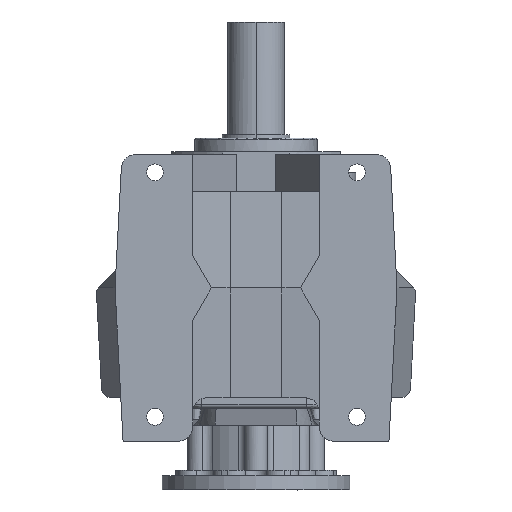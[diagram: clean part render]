
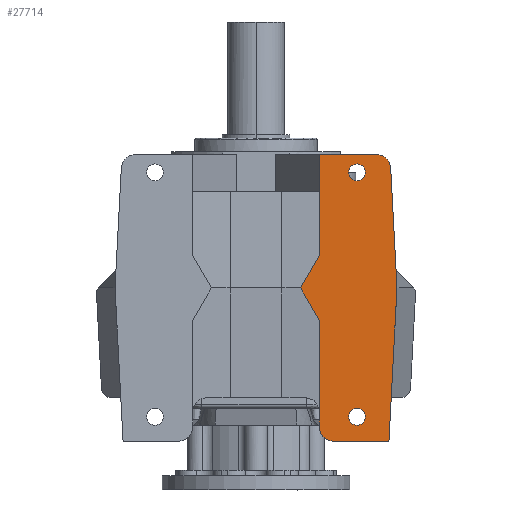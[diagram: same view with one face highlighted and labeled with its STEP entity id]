
A CAD part, front view. The second image highlights one B-rep face of the part: STEP entity #27714.
In plain terms, the highlighted planar face has unit normal (0, -1, 0).
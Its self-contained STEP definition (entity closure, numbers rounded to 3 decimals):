
#305 = VECTOR ( 'NONE', #19559, 1000. ) ;
#443 = ORIENTED_EDGE ( 'NONE', *, *, #5957, .F. ) ;
#585 = DIRECTION ( 'NONE',  ( 0., 0., 1. ) ) ;
#654 = CARTESIAN_POINT ( 'NONE',  ( 107.5, -180., -282. ) ) ;
#1128 = ORIENTED_EDGE ( 'NONE', *, *, #5076, .F. ) ;
#1589 = AXIS2_PLACEMENT_3D ( 'NONE', #1884, #24714, #10770 ) ;
#1619 = CARTESIAN_POINT ( 'NONE',  ( 67.5, -180., -293. ) ) ;
#1784 = PLANE ( 'NONE',  #1589 ) ;
#1878 = DIRECTION ( 'NONE',  ( 0.503, 0., 0.864 ) ) ;
#1884 = CARTESIAN_POINT ( 'NONE',  ( 250., -180., -388.64 ) ) ;
#1985 = CIRCLE ( 'NONE', #7601, 15. ) ;
#2007 = LINE ( 'NONE', #17800, #24503 ) ;
#2610 = AXIS2_PLACEMENT_3D ( 'NONE', #654, #7892, #9942 ) ;
#2822 = CARTESIAN_POINT ( 'NONE',  ( 107.5, -180., -291. ) ) ;
#3092 = CARTESIAN_POINT ( 'NONE',  ( 67.5, -180., -110.579 ) ) ;
#3211 = CARTESIAN_POINT ( 'NONE',  ( 82.5, -180., -293. ) ) ;
#3257 = ORIENTED_EDGE ( 'NONE', *, *, #17122, .F. ) ;
#3311 = EDGE_CURVE ( 'NONE', #9337, #17665, #5300, .T. ) ;
#3929 = DIRECTION ( 'NONE',  ( 0., 0., 1. ) ) ;
#3982 = LINE ( 'NONE', #9853, #305 ) ;
#5076 = EDGE_CURVE ( 'NONE', #11938, #20793, #2007, .T. ) ;
#5227 = EDGE_CURVE ( 'NONE', #17682, #9337, #15857, .T. ) ;
#5296 = CARTESIAN_POINT ( 'NONE',  ( 128.324, -180., -3. ) ) ;
#5300 = LINE ( 'NONE', #13689, #26280 ) ;
#5795 = CARTESIAN_POINT ( 'NONE',  ( 67.5, -180., -179.421 ) ) ;
#5855 = CARTESIAN_POINT ( 'NONE',  ( 128.324, -180., -18. ) ) ;
#5956 = ORIENTED_EDGE ( 'NONE', *, *, #13693, .F. ) ;
#5957 = EDGE_CURVE ( 'NONE', #29716, #12952, #7819, .T. ) ;
#6442 = DIRECTION ( 'NONE',  ( 0., -1., 0. ) ) ;
#6463 = CARTESIAN_POINT ( 'NONE',  ( 47.481, -180., -145. ) ) ;
#6598 = LINE ( 'NONE', #16597, #19662 ) ;
#6649 = VERTEX_POINT ( 'NONE', #10084 ) ;
#6917 = CIRCLE ( 'NONE', #17082, 9. ) ;
#7146 = AXIS2_PLACEMENT_3D ( 'NONE', #24978, #13366, #27482 ) ;
#7334 = DIRECTION ( 'NONE',  ( -1., 0., 0. ) ) ;
#7471 = VECTOR ( 'NONE', #585, 1000. ) ;
#7601 = AXIS2_PLACEMENT_3D ( 'NONE', #5855, #28839, #19763 ) ;
#7739 = FACE_BOUND ( 'NONE', #8688, .T. ) ;
#7819 = CIRCLE ( 'NONE', #2610, 9. ) ;
#7892 = DIRECTION ( 'NONE',  ( 0., -1., 0. ) ) ;
#7895 = ORIENTED_EDGE ( 'NONE', *, *, #5227, .F. ) ;
#8688 = EDGE_LOOP ( 'NONE', ( #3257, #21120 ) ) ;
#8731 = CARTESIAN_POINT ( 'NONE',  ( 143.303, -180., -17.215 ) ) ;
#8786 = EDGE_CURVE ( 'NONE', #12952, #29716, #22933, .T. ) ;
#9057 = DIRECTION ( 'NONE',  ( 0.052, 0., -0.999 ) ) ;
#9337 = VERTEX_POINT ( 'NONE', #21829 ) ;
#9853 = CARTESIAN_POINT ( 'NONE',  ( 67.5, -180., -179.421 ) ) ;
#9942 = DIRECTION ( 'NONE',  ( 0., 0., 1. ) ) ;
#9945 = FACE_BOUND ( 'NONE', #23370, .T. ) ;
#10084 = CARTESIAN_POINT ( 'NONE',  ( 47.481, -180., -145. ) ) ;
#10770 = DIRECTION ( 'NONE',  ( 0., 0., 1. ) ) ;
#10795 = ORIENTED_EDGE ( 'NONE', *, *, #8786, .F. ) ;
#10848 = CARTESIAN_POINT ( 'NONE',  ( 150., -180., -145. ) ) ;
#10856 = LINE ( 'NONE', #20557, #14820 ) ;
#11318 = EDGE_CURVE ( 'NONE', #20793, #20498, #20008, .T. ) ;
#11938 = VERTEX_POINT ( 'NONE', #8731 ) ;
#12271 = ORIENTED_EDGE ( 'NONE', *, *, #11318, .F. ) ;
#12704 = VERTEX_POINT ( 'NONE', #5795 ) ;
#12777 = CARTESIAN_POINT ( 'NONE',  ( 82.5, -180., -308. ) ) ;
#12952 = VERTEX_POINT ( 'NONE', #2822 ) ;
#12991 = CARTESIAN_POINT ( 'NONE',  ( 107.5, -180., -31. ) ) ;
#13228 = AXIS2_PLACEMENT_3D ( 'NONE', #3211, #26594, #26696 ) ;
#13366 = DIRECTION ( 'NONE',  ( 0., -1., 0. ) ) ;
#13470 = VECTOR ( 'NONE', #24443, 1000. ) ;
#13689 = CARTESIAN_POINT ( 'NONE',  ( 250., -180., -3. ) ) ;
#13693 = EDGE_CURVE ( 'NONE', #12704, #6649, #3982, .T. ) ;
#13863 = DIRECTION ( 'NONE',  ( 0., 0., -1. ) ) ;
#14820 = VECTOR ( 'NONE', #13863, 1000. ) ;
#14931 = VERTEX_POINT ( 'NONE', #1619 ) ;
#15307 = VERTEX_POINT ( 'NONE', #12777 ) ;
#15403 = CARTESIAN_POINT ( 'NONE',  ( 107.5, -180., -22. ) ) ;
#15857 = LINE ( 'NONE', #28237, #7471 ) ;
#16004 = AXIS2_PLACEMENT_3D ( 'NONE', #18868, #23295, #21075 ) ;
#16597 = CARTESIAN_POINT ( 'NONE',  ( 0., -180., -308. ) ) ;
#17082 = AXIS2_PLACEMENT_3D ( 'NONE', #15403, #6442, #3929 ) ;
#17122 = EDGE_CURVE ( 'NONE', #22879, #27565, #19088, .T. ) ;
#17195 = ORIENTED_EDGE ( 'NONE', *, *, #26456, .F. ) ;
#17665 = VERTEX_POINT ( 'NONE', #5296 ) ;
#17682 = VERTEX_POINT ( 'NONE', #3092 ) ;
#17800 = CARTESIAN_POINT ( 'NONE',  ( 143.303, -180., -17.215 ) ) ;
#18531 = CARTESIAN_POINT ( 'NONE',  ( 107.5, -180., -13. ) ) ;
#18868 = CARTESIAN_POINT ( 'NONE',  ( 107.5, -180., -22. ) ) ;
#19041 = LINE ( 'NONE', #6463, #20492 ) ;
#19066 = ORIENTED_EDGE ( 'NONE', *, *, #22834, .T. ) ;
#19088 = CIRCLE ( 'NONE', #16004, 9. ) ;
#19417 = EDGE_CURVE ( 'NONE', #20498, #15307, #6598, .T. ) ;
#19559 = DIRECTION ( 'NONE',  ( -0.503, 0., 0.864 ) ) ;
#19662 = VECTOR ( 'NONE', #7334, 1000. ) ;
#19723 = ORIENTED_EDGE ( 'NONE', *, *, #3311, .F. ) ;
#19763 = DIRECTION ( 'NONE',  ( 0., 0., 1. ) ) ;
#20008 = LINE ( 'NONE', #26636, #13470 ) ;
#20492 = VECTOR ( 'NONE', #1878, 1000. ) ;
#20498 = VERTEX_POINT ( 'NONE', #22224 ) ;
#20557 = CARTESIAN_POINT ( 'NONE',  ( 67.5, -180., -308. ) ) ;
#20694 = EDGE_CURVE ( 'NONE', #27565, #22879, #6917, .T. ) ;
#20793 = VERTEX_POINT ( 'NONE', #10848 ) ;
#21075 = DIRECTION ( 'NONE',  ( 0., 0., 1. ) ) ;
#21120 = ORIENTED_EDGE ( 'NONE', *, *, #20694, .F. ) ;
#21533 = FACE_OUTER_BOUND ( 'NONE', #29495, .T. ) ;
#21829 = CARTESIAN_POINT ( 'NONE',  ( 67.5, -180., -3. ) ) ;
#22224 = CARTESIAN_POINT ( 'NONE',  ( 141.458, -180., -308. ) ) ;
#22674 = ORIENTED_EDGE ( 'NONE', *, *, #22676, .F. ) ;
#22676 = EDGE_CURVE ( 'NONE', #15307, #14931, #27105, .T. ) ;
#22834 = EDGE_CURVE ( 'NONE', #12704, #14931, #10856, .T. ) ;
#22879 = VERTEX_POINT ( 'NONE', #18531 ) ;
#22933 = CIRCLE ( 'NONE', #7146, 9. ) ;
#23295 = DIRECTION ( 'NONE',  ( 0., -1., 0. ) ) ;
#23370 = EDGE_LOOP ( 'NONE', ( #443, #10795 ) ) ;
#24443 = DIRECTION ( 'NONE',  ( -0.052, 0., -0.999 ) ) ;
#24503 = VECTOR ( 'NONE', #9057, 1000. ) ;
#24714 = DIRECTION ( 'NONE',  ( 0., 1., 0. ) ) ;
#24978 = CARTESIAN_POINT ( 'NONE',  ( 107.5, -180., -282. ) ) ;
#25868 = ORIENTED_EDGE ( 'NONE', *, *, #26291, .F. ) ;
#26280 = VECTOR ( 'NONE', #27816, 1000. ) ;
#26291 = EDGE_CURVE ( 'NONE', #17665, #11938, #1985, .T. ) ;
#26456 = EDGE_CURVE ( 'NONE', #6649, #17682, #19041, .T. ) ;
#26594 = DIRECTION ( 'NONE',  ( 0., 1., 0. ) ) ;
#26636 = CARTESIAN_POINT ( 'NONE',  ( 150., -180., -145. ) ) ;
#26696 = DIRECTION ( 'NONE',  ( 0., 0., -1. ) ) ;
#27105 = CIRCLE ( 'NONE', #13228, 15. ) ;
#27482 = DIRECTION ( 'NONE',  ( 0., 0., 1. ) ) ;
#27565 = VERTEX_POINT ( 'NONE', #12991 ) ;
#27714 = ADVANCED_FACE ( 'NONE', ( #9945, #7739, #21533 ), #1784, .F. ) ;
#27816 = DIRECTION ( 'NONE',  ( 1., 0., 0. ) ) ;
#28237 = CARTESIAN_POINT ( 'NONE',  ( 67.5, -180., -388.64 ) ) ;
#28291 = ORIENTED_EDGE ( 'NONE', *, *, #19417, .F. ) ;
#28839 = DIRECTION ( 'NONE',  ( 0., 1., 0. ) ) ;
#29495 = EDGE_LOOP ( 'NONE', ( #17195, #5956, #19066, #22674, #28291, #12271, #1128, #25868, #19723, #7895 ) ) ;
#29716 = VERTEX_POINT ( 'NONE', #30031 ) ;
#30031 = CARTESIAN_POINT ( 'NONE',  ( 107.5, -180., -273. ) ) ;
